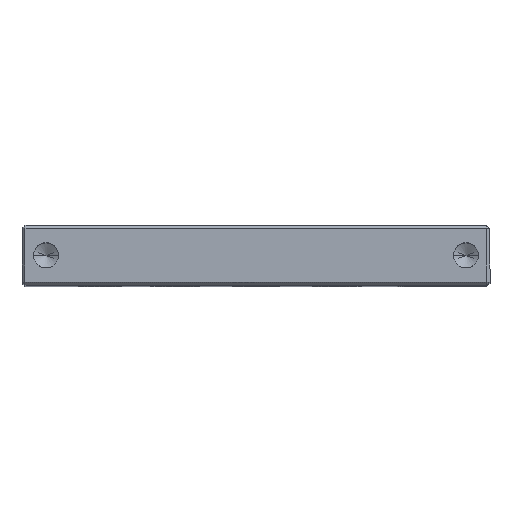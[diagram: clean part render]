
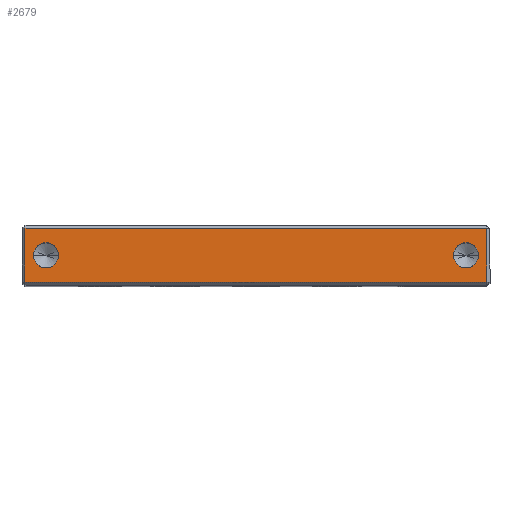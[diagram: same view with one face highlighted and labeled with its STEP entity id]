
A CAD part, top view. The second image highlights one B-rep face of the part: STEP entity #2679.
In plain terms, the highlighted planar face has unit normal (0, 0, 1).
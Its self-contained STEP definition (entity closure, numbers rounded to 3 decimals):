
#75 = EDGE_CURVE ( 'NONE', #4074, #3394, #3415, .T. ) ;
#101 = VERTEX_POINT ( 'NONE', #2146 ) ;
#191 = DIRECTION ( 'NONE',  ( 1., 0., 0. ) ) ;
#221 = EDGE_CURVE ( 'NONE', #896, #5267, #4509, .T. ) ;
#225 = CIRCLE ( 'NONE', #2779, 2.1 ) ;
#263 = CARTESIAN_POINT ( 'NONE',  ( 38.5, -0.283, 130. ) ) ;
#420 = DIRECTION ( 'NONE',  ( 0., 0., 1. ) ) ;
#821 = PLANE ( 'NONE',  #1130 ) ;
#862 = CARTESIAN_POINT ( 'NONE',  ( -32.9, -4.783, 130. ) ) ;
#896 = VERTEX_POINT ( 'NONE', #5236 ) ;
#928 = CARTESIAN_POINT ( 'NONE',  ( -35., -4.783, 130. ) ) ;
#976 = DIRECTION ( 'NONE',  ( 1., 0., 0. ) ) ;
#1001 = DIRECTION ( 'NONE',  ( 1., 0., 0. ) ) ;
#1002 = EDGE_CURVE ( 'NONE', #3394, #4074, #2637, .T. ) ;
#1129 = CARTESIAN_POINT ( 'NONE',  ( -38.5, -0.283, 130. ) ) ;
#1130 = AXIS2_PLACEMENT_3D ( 'NONE', #4677, #3387, #191 ) ;
#1474 = VERTEX_POINT ( 'NONE', #1129 ) ;
#1914 = EDGE_CURVE ( 'NONE', #3303, #4128, #225, .T. ) ;
#1997 = ORIENTED_EDGE ( 'NONE', *, *, #3539, .T. ) ;
#2146 = CARTESIAN_POINT ( 'NONE',  ( -38.5, -9.283, 130. ) ) ;
#2314 = CARTESIAN_POINT ( 'NONE',  ( 35., -4.783, 130. ) ) ;
#2416 = DIRECTION ( 'NONE',  ( 0., 1., 0. ) ) ;
#2418 = CARTESIAN_POINT ( 'NONE',  ( -37.1, -4.783, 130. ) ) ;
#2637 = CIRCLE ( 'NONE', #2906, 2.1 ) ;
#2668 = AXIS2_PLACEMENT_3D ( 'NONE', #2314, #420, #1001 ) ;
#2679 = ADVANCED_FACE ( 'NONE', ( #3424, #5395, #4014 ), #821, .T. ) ;
#2714 = CARTESIAN_POINT ( 'NONE',  ( 37.1, -4.783, 130. ) ) ;
#2779 = AXIS2_PLACEMENT_3D ( 'NONE', #4549, #5260, #2874 ) ;
#2874 = DIRECTION ( 'NONE',  ( 1., 0., 0. ) ) ;
#2906 = AXIS2_PLACEMENT_3D ( 'NONE', #4902, #5489, #6251 ) ;
#2973 = ORIENTED_EDGE ( 'NONE', *, *, #4368, .T. ) ;
#3246 = ORIENTED_EDGE ( 'NONE', *, *, #1002, .F. ) ;
#3253 = DIRECTION ( 'NONE',  ( 1., 0., 0. ) ) ;
#3303 = VERTEX_POINT ( 'NONE', #2714 ) ;
#3387 = DIRECTION ( 'NONE',  ( 0., 0., 1. ) ) ;
#3394 = VERTEX_POINT ( 'NONE', #2418 ) ;
#3415 = CIRCLE ( 'NONE', #3830, 2.1 ) ;
#3424 = FACE_OUTER_BOUND ( 'NONE', #5885, .T. ) ;
#3425 = CARTESIAN_POINT ( 'NONE',  ( 32.9, -4.783, 130. ) ) ;
#3539 = EDGE_CURVE ( 'NONE', #101, #896, #6396, .T. ) ;
#3801 = CARTESIAN_POINT ( 'NONE',  ( -38.5, -9.783, 130. ) ) ;
#3830 = AXIS2_PLACEMENT_3D ( 'NONE', #928, #4161, #976 ) ;
#3912 = VECTOR ( 'NONE', #8142, 1000. ) ;
#4014 = FACE_BOUND ( 'NONE', #7227, .T. ) ;
#4074 = VERTEX_POINT ( 'NONE', #862 ) ;
#4082 = DIRECTION ( 'NONE',  ( -1., 0., 0. ) ) ;
#4128 = VERTEX_POINT ( 'NONE', #3425 ) ;
#4161 = DIRECTION ( 'NONE',  ( 0., 0., 1. ) ) ;
#4172 = ORIENTED_EDGE ( 'NONE', *, *, #1914, .F. ) ;
#4246 = ORIENTED_EDGE ( 'NONE', *, *, #75, .F. ) ;
#4368 = EDGE_CURVE ( 'NONE', #5267, #1474, #5891, .T. ) ;
#4509 = LINE ( 'NONE', #4921, #6244 ) ;
#4544 = VECTOR ( 'NONE', #3253, 1000. ) ;
#4549 = CARTESIAN_POINT ( 'NONE',  ( 35., -4.783, 130. ) ) ;
#4677 = CARTESIAN_POINT ( 'NONE',  ( 0., 0., 130. ) ) ;
#4902 = CARTESIAN_POINT ( 'NONE',  ( -35., -4.783, 130. ) ) ;
#4921 = CARTESIAN_POINT ( 'NONE',  ( 38.5, 0.217, 130. ) ) ;
#5236 = CARTESIAN_POINT ( 'NONE',  ( 38.5, -9.283, 130. ) ) ;
#5260 = DIRECTION ( 'NONE',  ( 0., 0., 1. ) ) ;
#5267 = VERTEX_POINT ( 'NONE', #263 ) ;
#5309 = EDGE_CURVE ( 'NONE', #1474, #101, #8100, .T. ) ;
#5395 = FACE_BOUND ( 'NONE', #5929, .T. ) ;
#5489 = DIRECTION ( 'NONE',  ( 0., 0., 1. ) ) ;
#5732 = ORIENTED_EDGE ( 'NONE', *, *, #8081, .F. ) ;
#5885 = EDGE_LOOP ( 'NONE', ( #2973, #7962, #1997, #6316 ) ) ;
#5891 = LINE ( 'NONE', #6600, #5893 ) ;
#5893 = VECTOR ( 'NONE', #4082, 1000. ) ;
#5929 = EDGE_LOOP ( 'NONE', ( #4246, #3246 ) ) ;
#6150 = CIRCLE ( 'NONE', #2668, 2.1 ) ;
#6244 = VECTOR ( 'NONE', #2416, 1000. ) ;
#6251 = DIRECTION ( 'NONE',  ( 1., 0., 0. ) ) ;
#6316 = ORIENTED_EDGE ( 'NONE', *, *, #221, .T. ) ;
#6396 = LINE ( 'NONE', #7606, #4544 ) ;
#6600 = CARTESIAN_POINT ( 'NONE',  ( -39., -0.283, 130. ) ) ;
#7227 = EDGE_LOOP ( 'NONE', ( #4172, #5732 ) ) ;
#7606 = CARTESIAN_POINT ( 'NONE',  ( 39., -9.283, 130. ) ) ;
#7962 = ORIENTED_EDGE ( 'NONE', *, *, #5309, .T. ) ;
#8081 = EDGE_CURVE ( 'NONE', #4128, #3303, #6150, .T. ) ;
#8100 = LINE ( 'NONE', #3801, #3912 ) ;
#8142 = DIRECTION ( 'NONE',  ( 0., -1., 0. ) ) ;
